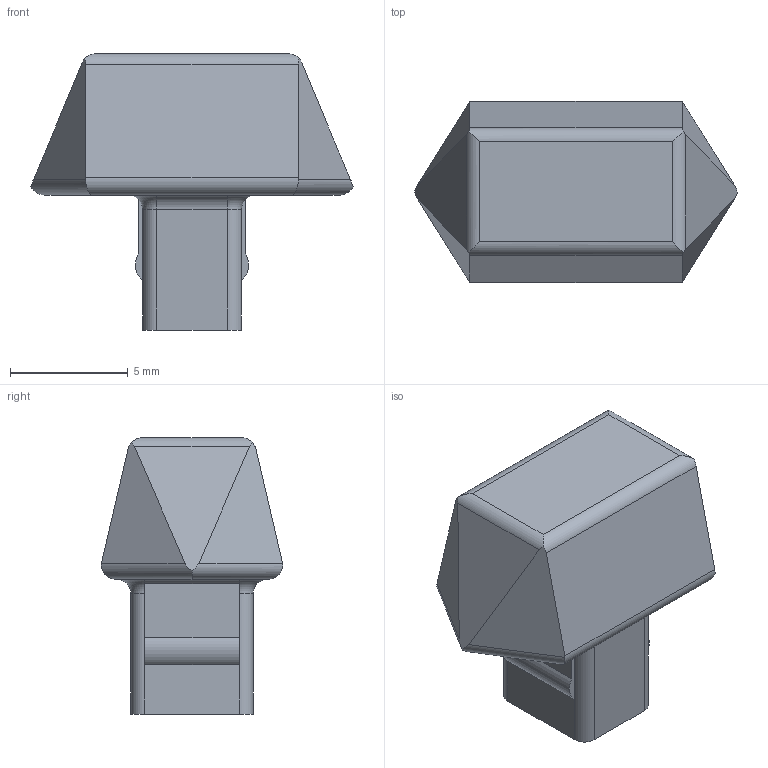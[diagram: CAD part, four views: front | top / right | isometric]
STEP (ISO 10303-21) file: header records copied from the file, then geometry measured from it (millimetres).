
FILE_DESCRIPTION(/* description */ (''),/* implementation_level */ '2;1');
FILE_NAME(/* name */ 'btn_faux_slider.step',/* time_stamp */ '2024-11-19T14:15:33+01:00',/* author */ (''),/* organization */ (''),/* preprocessor_version */ 'ST-DEVELOPER v20',/* originating_system */ 'Autodesk Translation Framework v13.20.0.188',/* authorisation */ '');
FILE_SCHEMA (('AUTOMOTIVE_DESIGN { 1 0 10303 214 3 1 1 }'));
Length unit declared in the file: millimetre
Products named in the file (1): switch cap
Bounding box: 13.7 x 7.69 x 11.73 mm (x, y, z)
Volume: 511.4 mm3; surface area: 474.8 mm2
Topology: 1 solids, 1 shells, 54 faces, 138 edges, 88 vertices
Faces by surface type: plane 26, cylinder 24, torus 4
Entity records: 1681 total; most frequent: DIRECTION 310, CARTESIAN_POINT 281, ORIENTED_EDGE 276, EDGE_CURVE 138, AXIS2_PLACEMENT_3D 117, VERTEX_POINT 88, LINE 76, VECTOR 76
